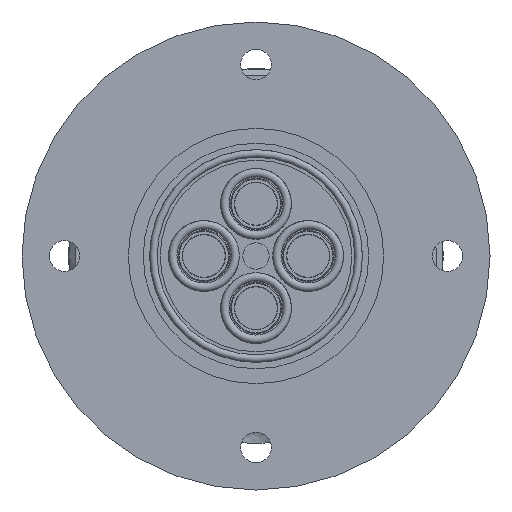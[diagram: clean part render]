
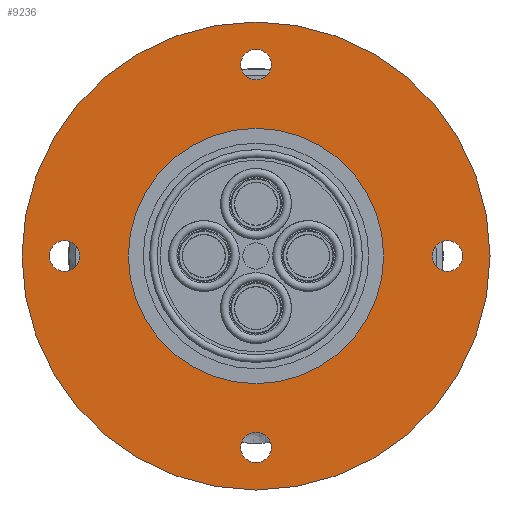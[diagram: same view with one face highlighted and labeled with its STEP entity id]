
A CAD part, left-side view. The second image highlights one B-rep face of the part: STEP entity #9236.
In plain terms, the highlighted planar face has unit normal (-1, 0, 0).
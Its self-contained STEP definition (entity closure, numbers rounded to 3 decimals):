
#767=FACE_BOUND('',#2834,.T.);
#768=FACE_BOUND('',#2835,.T.);
#769=FACE_BOUND('',#2836,.T.);
#770=FACE_BOUND('',#2837,.T.);
#771=FACE_BOUND('',#2838,.T.);
#2131=PLANE('',#9856);
#2278=FACE_OUTER_BOUND('',#2833,.T.);
#2833=EDGE_LOOP('',(#6392,#6393));
#2834=EDGE_LOOP('',(#6394,#6395));
#2835=EDGE_LOOP('',(#6396));
#2836=EDGE_LOOP('',(#6397));
#2837=EDGE_LOOP('',(#6398));
#2838=EDGE_LOOP('',(#6399));
#3481=CIRCLE('',#9844,30.);
#3482=CIRCLE('',#9845,30.);
#3492=CIRCLE('',#9857,55.);
#3493=CIRCLE('',#9858,55.);
#3494=CIRCLE('',#9859,3.6);
#3495=CIRCLE('',#9860,3.6);
#3496=CIRCLE('',#9861,3.6);
#3497=CIRCLE('',#9862,3.6);
#3965=VERTEX_POINT('',#13206);
#3966=VERTEX_POINT('',#13207);
#3976=VERTEX_POINT('',#13231);
#3977=VERTEX_POINT('',#13232);
#3978=VERTEX_POINT('',#13235);
#3979=VERTEX_POINT('',#13237);
#3980=VERTEX_POINT('',#13239);
#3981=VERTEX_POINT('',#13241);
#4923=EDGE_CURVE('',#3965,#3966,#3481,.T.);
#4924=EDGE_CURVE('',#3966,#3965,#3482,.T.);
#4935=EDGE_CURVE('',#3976,#3977,#3492,.T.);
#4936=EDGE_CURVE('',#3977,#3976,#3493,.T.);
#4937=EDGE_CURVE('',#3978,#3978,#3494,.T.);
#4938=EDGE_CURVE('',#3979,#3979,#3495,.T.);
#4939=EDGE_CURVE('',#3980,#3980,#3496,.T.);
#4940=EDGE_CURVE('',#3981,#3981,#3497,.T.);
#6392=ORIENTED_EDGE('',*,*,#4935,.F.);
#6393=ORIENTED_EDGE('',*,*,#4936,.F.);
#6394=ORIENTED_EDGE('',*,*,#4923,.T.);
#6395=ORIENTED_EDGE('',*,*,#4924,.T.);
#6396=ORIENTED_EDGE('',*,*,#4937,.F.);
#6397=ORIENTED_EDGE('',*,*,#4938,.F.);
#6398=ORIENTED_EDGE('',*,*,#4939,.F.);
#6399=ORIENTED_EDGE('',*,*,#4940,.F.);
#9236=ADVANCED_FACE('',(#2278,#767,#768,#769,#770,#771),#2131,.F.);
#9844=AXIS2_PLACEMENT_3D('',#13208,#10838,#10839);
#9845=AXIS2_PLACEMENT_3D('',#13209,#10840,#10841);
#9856=AXIS2_PLACEMENT_3D('',#13230,#10863,#10864);
#9857=AXIS2_PLACEMENT_3D('',#13233,#10865,#10866);
#9858=AXIS2_PLACEMENT_3D('',#13234,#10867,#10868);
#9859=AXIS2_PLACEMENT_3D('',#13236,#10869,#10870);
#9860=AXIS2_PLACEMENT_3D('',#13238,#10871,#10872);
#9861=AXIS2_PLACEMENT_3D('',#13240,#10873,#10874);
#9862=AXIS2_PLACEMENT_3D('',#13242,#10875,#10876);
#10838=DIRECTION('center_axis',(1.,0.,0.));
#10839=DIRECTION('ref_axis',(0.,0.,1.));
#10840=DIRECTION('center_axis',(1.,0.,0.));
#10841=DIRECTION('ref_axis',(0.,0.,1.));
#10863=DIRECTION('center_axis',(1.,0.,0.));
#10864=DIRECTION('ref_axis',(0.,0.,-1.));
#10865=DIRECTION('center_axis',(1.,0.,0.));
#10866=DIRECTION('ref_axis',(0.,-1.,0.));
#10867=DIRECTION('center_axis',(1.,0.,0.));
#10868=DIRECTION('ref_axis',(0.,-1.,0.));
#10869=DIRECTION('center_axis',(-1.,0.,0.));
#10870=DIRECTION('ref_axis',(0.,-1.,0.));
#10871=DIRECTION('center_axis',(-1.,0.,0.));
#10872=DIRECTION('ref_axis',(0.,0.,1.));
#10873=DIRECTION('center_axis',(-1.,0.,0.));
#10874=DIRECTION('ref_axis',(0.,1.,0.));
#10875=DIRECTION('center_axis',(-1.,0.,0.));
#10876=DIRECTION('ref_axis',(0.,0.,-1.));
#13206=CARTESIAN_POINT('',(4.,0.,30.));
#13207=CARTESIAN_POINT('',(4.,0.,-30.));
#13208=CARTESIAN_POINT('Origin',(4.,0.,0.));
#13209=CARTESIAN_POINT('Origin',(4.,0.,0.));
#13230=CARTESIAN_POINT('Origin',(4.,0.,43.));
#13231=CARTESIAN_POINT('',(4.,0.,55.));
#13232=CARTESIAN_POINT('',(4.,55.,0.));
#13233=CARTESIAN_POINT('Origin',(4.,0.,0.));
#13234=CARTESIAN_POINT('Origin',(4.,0.,0.));
#13235=CARTESIAN_POINT('',(4.,-41.4,0.));
#13236=CARTESIAN_POINT('Origin',(4.,-45.,0.));
#13237=CARTESIAN_POINT('',(4.,0.,41.4));
#13238=CARTESIAN_POINT('Origin',(4.,0.,45.));
#13239=CARTESIAN_POINT('',(4.,41.4,0.));
#13240=CARTESIAN_POINT('Origin',(4.,45.,0.));
#13241=CARTESIAN_POINT('',(4.,0.,-41.4));
#13242=CARTESIAN_POINT('Origin',(4.,0.,-45.));
